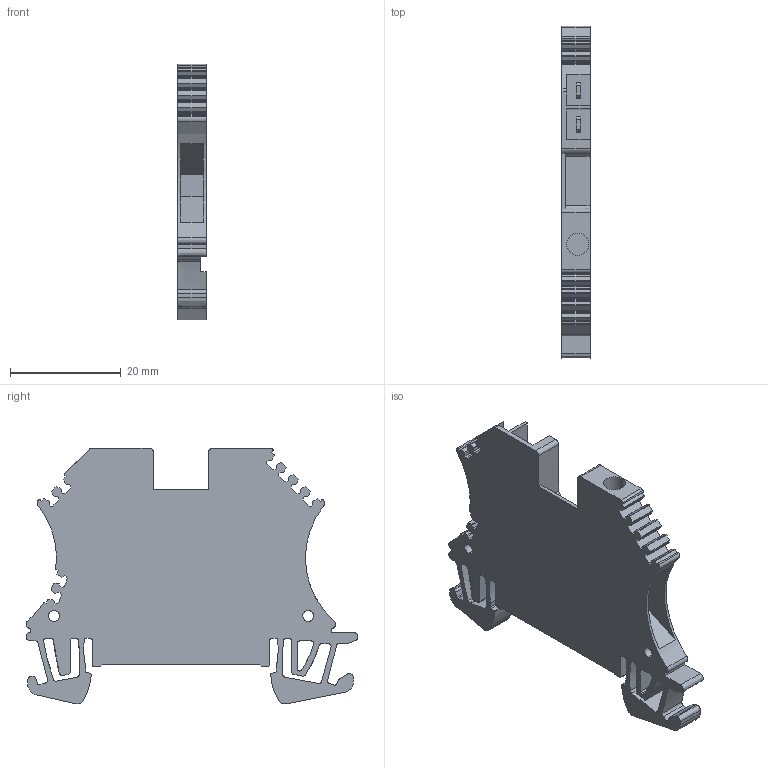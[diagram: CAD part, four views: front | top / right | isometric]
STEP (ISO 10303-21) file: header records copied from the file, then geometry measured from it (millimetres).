
FILE_DESCRIPTION(('CATIA V5 STEP Exchange','CAx-IF Rec.Pracs.--- Model Styling and Organization---1.4--- 2014-01-23'),'2;1');
FILE_NAME ('D1446852_0', '2020-07-01T13:08:43+00:00', ('none'), ('Weidmueller'), 'CATIA Version 5-6 Release 2016 SP3 HF44', 'CATIA V5 STEP AP214', 'none');
FILE_SCHEMA(('AUTOMOTIVE_DESIGN { 1 0 10303 214 1 1 1 1 }'));
Length unit declared in the file: millimetre
Products named in the file (1): WDU_2-5_F_2X2-8
Bounding box: 5.1 x 60 x 46.25 mm (x, y, z)
Volume: 7841.7 mm3; surface area: 6335.4 mm2
Topology: 3 solids, 3 shells, 330 faces, 977 edges, 652 vertices
Faces by surface type: plane 218, extrusion 89, cylinder 23
Entity records: 11521 total; most frequent: CARTESIAN_POINT 3239, ORIENTED_EDGE 1954, DIRECTION 1247, EDGE_CURVE 977, VECTOR 811, LINE 722, VERTEX_POINT 652, EDGE_LOOP 339
